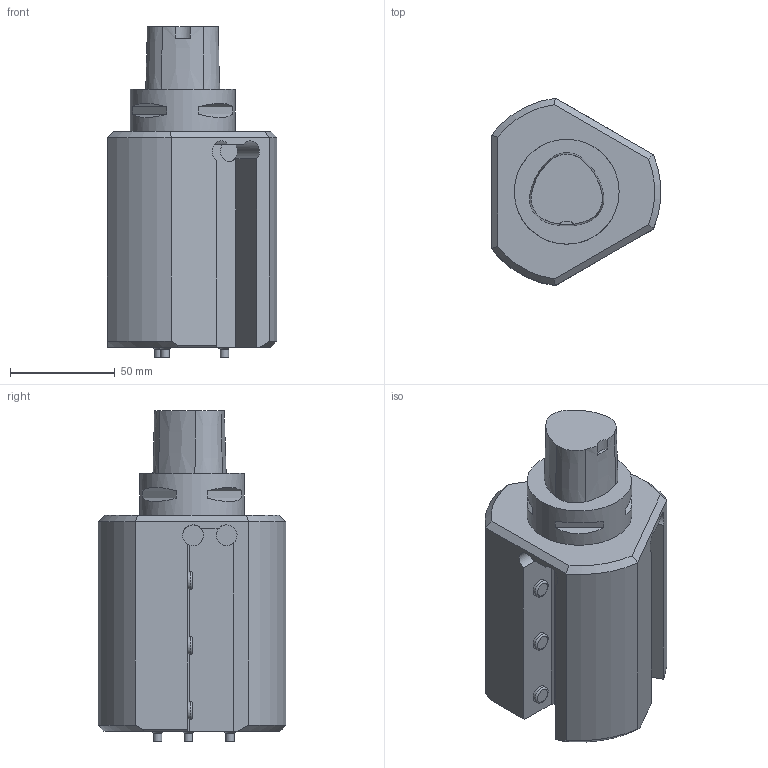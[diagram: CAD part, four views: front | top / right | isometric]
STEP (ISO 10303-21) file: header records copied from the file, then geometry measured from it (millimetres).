
FILE_DESCRIPTION(/* description */ (''),/* implementation_level */ '2;1');
FILE_NAME(/* name */ '1552913371217.stp',/* time_stamp */ '2019-03-18T13:49:45+01:00',/* author */ (''),/* organization */ ('SMS'),/* preprocessor_version */ 'ST-DEVELOPER v15',/* originating_system */ 'SIEMENS PLM Software NX 8.5',/* authorisation */ '');
FILE_SCHEMA (('AUTOMOTIVE_DESIGN { 1 0 10303 214 3 1 1 1 }'));
Length unit declared in the file: millimetre
Products named in the file (1): 201667292mod000_01
Bounding box: 80.85 x 89.35 x 157.76 mm (x, y, z)
Volume: 487611.6 mm3; surface area: 57078.9 mm2
Topology: 1 solids, 1 shells, 112 faces, 264 edges, 180 vertices
Faces by surface type: plane 62, cylinder 26, cone 12, torus 9, sphere 3
Full cylindrical faces by diameter (mm): 2.9 x3, 4 x3, 8.5 x9, 10 x6, 50 x1
Entity records: 2998 total; most frequent: CARTESIAN_POINT 537, DIRECTION 529, ORIENTED_EDGE 418, AXIS2_PLACEMENT_3D 219, EDGE_CURVE 209, EDGE_LOOP 167, VERTEX_POINT 154, ADVANCED_FACE 112
